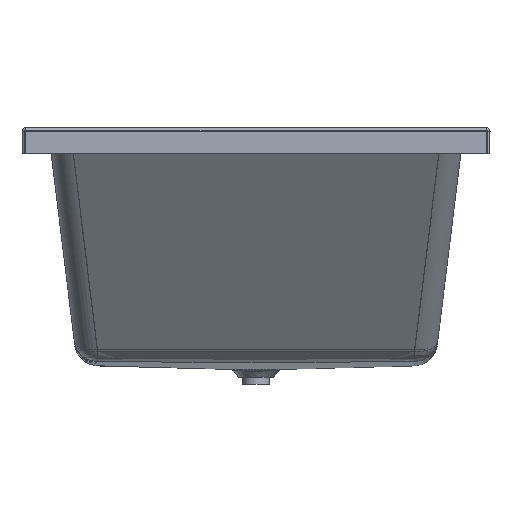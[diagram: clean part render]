
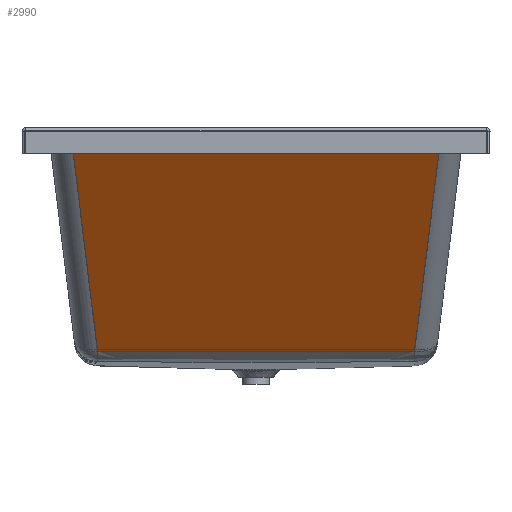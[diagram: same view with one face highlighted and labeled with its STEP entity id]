
A CAD part, front view. The second image highlights one B-rep face of the part: STEP entity #2990.
In plain terms, the highlighted planar face has unit normal (0, -0.819, -0.574).
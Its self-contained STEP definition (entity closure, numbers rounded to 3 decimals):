
#2771=CARTESIAN_POINT('',(305.046,-599.869,169.792));
#2772=VERTEX_POINT('',#2771);
#2781=CARTESIAN_POINT('',(357.15,-897.006,594.147));
#2782=VERTEX_POINT('',#2781);
#2790=CARTESIAN_POINT('',(357.15,-897.006,594.147));
#2791=DIRECTION('',(-0.1,0.571,-0.815));
#2792=VECTOR('',#2791,520.655);
#2793=LINE('',#2790,#2792);
#2794=EDGE_CURVE('',#2782,#2772,#2793,.T.);
#2944=CARTESIAN_POINT('',(0.0,-899.096,597.132));
#2945=DIRECTION('',(0.0,-0.819,-0.574));
#2946=DIRECTION('',(-1.0,0.0,0.0));
#2947=AXIS2_PLACEMENT_3D('',#2944,#2945,#2946);
#2948=PLANE('',#2947);
#2949=CARTESIAN_POINT('',(-305.046,-599.869,169.792));
#2950=VERTEX_POINT('',#2949);
#2951=CARTESIAN_POINT('',(-305.046,-599.869,169.792));
#2952=CARTESIAN_POINT('',(-262.74,-599.494,169.256));
#2953=CARTESIAN_POINT('',(-221.624,-599.189,168.82));
#2954=CARTESIAN_POINT('',(-181.529,-598.959,168.492));
#2955=CARTESIAN_POINT('',(-137.387,-598.706,168.13));
#2956=CARTESIAN_POINT('',(-94.47,-598.543,167.898));
#2957=CARTESIAN_POINT('',(-51.985,-598.47,167.793));
#2958=CARTESIAN_POINT('',(-6.939,-598.392,167.683));
#2959=CARTESIAN_POINT('',(37.662,-598.415,167.715));
#2960=CARTESIAN_POINT('',(82.971,-598.539,167.892));
#2961=CARTESIAN_POINT('',(124.769,-598.653,168.055));
#2962=CARTESIAN_POINT('',(167.204,-598.853,168.341));
#2963=CARTESIAN_POINT('',(210.917,-599.139,168.75));
#2964=CARTESIAN_POINT('',(220.998,-599.205,168.844));
#2965=CARTESIAN_POINT('',(231.145,-599.276,168.945));
#2966=CARTESIAN_POINT('',(241.362,-599.351,169.052));
#2967=CARTESIAN_POINT('',(262.295,-599.505,169.272));
#2968=CARTESIAN_POINT('',(283.52,-599.678,169.519));
#2969=CARTESIAN_POINT('',(305.046,-599.869,169.792));
#2970=B_SPLINE_CURVE_WITH_KNOTS('',3,(#2951,#2952,#2953,#2954,#2955,#2956,#2957,#2958,#2959,#2960,#2961,#2962,#2963,#2964,#2965,#2966,#2967,#2968,#2969),.UNSPECIFIED.,.F.,.U.,(4,3,3,3,3,3,4),(341.326,531.99,741.895,964.456,1169.773,1217.124,1314.142),.UNSPECIFIED.);
#2971=EDGE_CURVE('',#2950,#2772,#2970,.T.);
#2972=ORIENTED_EDGE('',*,*,#2971,.T.);
#2973=ORIENTED_EDGE('',*,*,#2794,.F.);
#2974=CARTESIAN_POINT('',(-357.15,-897.006,594.147));
#2975=VERTEX_POINT('',#2974);
#2976=CARTESIAN_POINT('',(357.15,-897.006,594.147));
#2977=DIRECTION('',(-1.0,0.0,0.0));
#2978=VECTOR('',#2977,714.3);
#2979=LINE('',#2976,#2978);
#2980=EDGE_CURVE('',#2782,#2975,#2979,.T.);
#2981=ORIENTED_EDGE('',*,*,#2980,.T.);
#2982=CARTESIAN_POINT('',(-357.15,-897.006,594.147));
#2983=DIRECTION('',(0.1,0.571,-0.815));
#2984=VECTOR('',#2983,520.655);
#2985=LINE('',#2982,#2984);
#2986=EDGE_CURVE('',#2975,#2950,#2985,.T.);
#2987=ORIENTED_EDGE('',*,*,#2986,.T.);
#2988=EDGE_LOOP('',(#2972,#2973,#2981,#2987));
#2989=FACE_OUTER_BOUND('',#2988,.T.);
#2990=ADVANCED_FACE('',(#2989),#2948,.T.);
